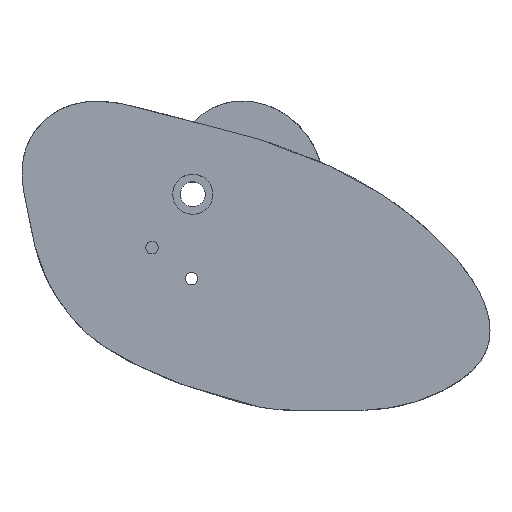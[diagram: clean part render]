
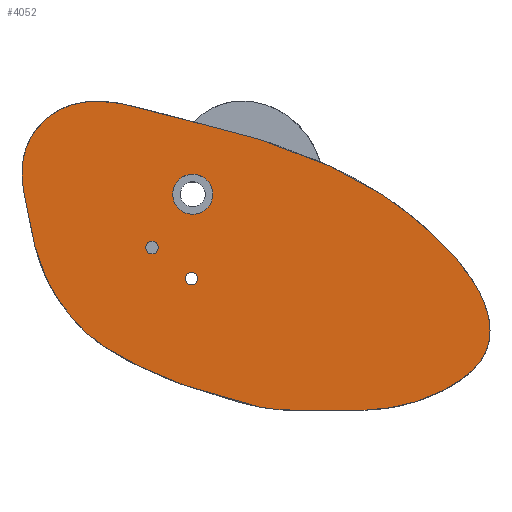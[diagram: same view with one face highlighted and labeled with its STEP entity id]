
A CAD part, top view. The second image highlights one B-rep face of the part: STEP entity #4052.
In plain terms, the highlighted planar face has unit normal (0, 0, 1).
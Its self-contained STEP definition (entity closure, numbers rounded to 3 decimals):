
#7 = CIRCLE ( 'NONE', #1199, 1. ) ;
#54 = CARTESIAN_POINT ( 'NONE',  ( 0.802, -13.432, 0. ) ) ;
#144 = EDGE_CURVE ( 'NONE', #3517, #1455, #5674, .T. ) ;
#234 = CARTESIAN_POINT ( 'NONE',  ( 30.033, 0., 0. ) ) ;
#441 = CARTESIAN_POINT ( 'NONE',  ( -19.673, -19.474, 0. ) ) ;
#442 = VERTEX_POINT ( 'NONE', #4173 ) ;
#463 = EDGE_LOOP ( 'NONE', ( #5821, #6377 ) ) ;
#485 = CARTESIAN_POINT ( 'NONE',  ( 4.439, -32.309, 0. ) ) ;
#563 = CARTESIAN_POINT ( 'NONE',  ( -8.946, -27.235, 0. ) ) ;
#613 = ORIENTED_EDGE ( 'NONE', *, *, #2124, .T. ) ;
#620 = CARTESIAN_POINT ( 'NONE',  ( -0.198, -13.432, 0. ) ) ;
#805 = CARTESIAN_POINT ( 'NONE',  ( -6.483, -8.482, 0. ) ) ;
#939 = ORIENTED_EDGE ( 'NONE', *, *, #1826, .T. ) ;
#971 = DIRECTION ( 'NONE',  ( 0., 0., -1. ) ) ;
#1027 = CARTESIAN_POINT ( 'NONE',  ( -26.551, 9.162, 0. ) ) ;
#1069 = CARTESIAN_POINT ( 'NONE',  ( -3.175, 0., 0. ) ) ;
#1082 = EDGE_CURVE ( 'NONE', #3456, #442, #5855, .T. ) ;
#1101 = CARTESIAN_POINT ( 'NONE',  ( 0., 0., 0. ) ) ;
#1177 = FACE_OUTER_BOUND ( 'NONE', #3968, .T. ) ;
#1199 = AXIS2_PLACEMENT_3D ( 'NONE', #805, #2407, #6958 ) ;
#1320 = EDGE_CURVE ( 'NONE', #3904, #2807, #1907, .T. ) ;
#1455 = VERTEX_POINT ( 'NONE', #234 ) ;
#1605 = DIRECTION ( 'NONE',  ( 0., 0., -1. ) ) ;
#1650 = DIRECTION ( 'NONE',  ( 0., 0., 1. ) ) ;
#1662 = CARTESIAN_POINT ( 'NONE',  ( 9.589, 9.131, 0. ) ) ;
#1698 = CARTESIAN_POINT ( 'NONE',  ( -25.34, -8.07, 0. ) ) ;
#1803 = CIRCLE ( 'NONE', #7148, 1. ) ;
#1813 = CARTESIAN_POINT ( 'NONE',  ( 0., 0., 0. ) ) ;
#1826 = EDGE_CURVE ( 'NONE', #1969, #4535, #7, .T. ) ;
#1907 = CIRCLE ( 'NONE', #4750, 3.175 ) ;
#1969 = VERTEX_POINT ( 'NONE', #4327 ) ;
#2051 = CARTESIAN_POINT ( 'NONE',  ( -6.483, -8.482, 0. ) ) ;
#2059 = DIRECTION ( 'NONE',  ( 1., 0., 0. ) ) ;
#2062 = CIRCLE ( 'NONE', #6124, 3.175 ) ;
#2124 = EDGE_CURVE ( 'NONE', #1455, #3517, #6464, .T. ) ;
#2195 = CARTESIAN_POINT ( 'NONE',  ( 30.033, 0., 0. ) ) ;
#2200 = ORIENTED_EDGE ( 'NONE', *, *, #3675, .T. ) ;
#2255 = CARTESIAN_POINT ( 'NONE',  ( -4.76, 12.786, 0. ) ) ;
#2293 = CARTESIAN_POINT ( 'NONE',  ( -23.331, -13.916, 0. ) ) ;
#2392 = DIRECTION ( 'NONE',  ( 1., 0., 0. ) ) ;
#2407 = DIRECTION ( 'NONE',  ( 0., 0., -1. ) ) ;
#2619 = AXIS2_PLACEMENT_3D ( 'NONE', #3797, #971, #3237 ) ;
#2666 = CARTESIAN_POINT ( 'NONE',  ( -14.256, -24.179, 0. ) ) ;
#2729 = FACE_BOUND ( 'NONE', #3574, .T. ) ;
#2744 = CARTESIAN_POINT ( 'NONE',  ( 23.433, -34.302, 0. ) ) ;
#2807 = VERTEX_POINT ( 'NONE', #6621 ) ;
#3226 = CARTESIAN_POINT ( 'NONE',  ( -2.914, -29.94, 0. ) ) ;
#3237 = DIRECTION ( 'NONE',  ( -1., 0., 0. ) ) ;
#3290 = FACE_BOUND ( 'NONE', #5993, .T. ) ;
#3293 = CARTESIAN_POINT ( 'NONE',  ( -16.343, -22.721, 0. ) ) ;
#3300 = CARTESIAN_POINT ( 'NONE',  ( -12.587, -25.345, 0. ) ) ;
#3368 = CARTESIAN_POINT ( 'NONE',  ( 6.093, 9.907, 0. ) ) ;
#3378 = CARTESIAN_POINT ( 'NONE',  ( 12.646, -34.643, 0. ) ) ;
#3420 = EDGE_CURVE ( 'NONE', #442, #3456, #1803, .T. ) ;
#3456 = VERTEX_POINT ( 'NONE', #54 ) ;
#3517 = VERTEX_POINT ( 'NONE', #5931 ) ;
#3542 = CARTESIAN_POINT ( 'NONE',  ( -5.483, -8.482, 0. ) ) ;
#3574 = EDGE_LOOP ( 'NONE', ( #4118, #6409 ) ) ;
#3675 = EDGE_CURVE ( 'NONE', #4535, #1969, #6999, .T. ) ;
#3797 = CARTESIAN_POINT ( 'NONE',  ( -0.198, -13.432, 0. ) ) ;
#3855 = CARTESIAN_POINT ( 'NONE',  ( 3.634, 10.582, 0. ) ) ;
#3904 = VERTEX_POINT ( 'NONE', #1069 ) ;
#3963 = CARTESIAN_POINT ( 'NONE',  ( 0., 0., 0. ) ) ;
#3967 = CARTESIAN_POINT ( 'NONE',  ( 30.033, 0., 0. ) ) ;
#3968 = EDGE_LOOP ( 'NONE', ( #613, #5749 ) ) ;
#3972 = DIRECTION ( 'NONE',  ( 0., 0., 1. ) ) ;
#4000 = CARTESIAN_POINT ( 'NONE',  ( 1.17, 11.238, 0. ) ) ;
#4052 = ADVANCED_FACE ( 'NONE', ( #3290, #2729, #5010, #1177 ), #6797, .T. ) ;
#4118 = ORIENTED_EDGE ( 'NONE', *, *, #3420, .T. ) ;
#4173 = CARTESIAN_POINT ( 'NONE',  ( -1.198, -13.432, 0. ) ) ;
#4310 = DIRECTION ( 'NONE',  ( -1., 0., 0. ) ) ;
#4327 = CARTESIAN_POINT ( 'NONE',  ( -7.483, -8.482, 0. ) ) ;
#4441 = CARTESIAN_POINT ( 'NONE',  ( -1.298, 11.881, 0. ) ) ;
#4535 = VERTEX_POINT ( 'NONE', #3542 ) ;
#4750 = AXIS2_PLACEMENT_3D ( 'NONE', #1813, #3972, #6766 ) ;
#5010 = FACE_BOUND ( 'NONE', #463, .T. ) ;
#5022 = CARTESIAN_POINT ( 'NONE',  ( 33.5, -34.61, 0. ) ) ;
#5218 = AXIS2_PLACEMENT_3D ( 'NONE', #2051, #1605, #4310 ) ;
#5579 = CARTESIAN_POINT ( 'NONE',  ( -14.256, -24.179, 0. ) ) ;
#5618 = CARTESIAN_POINT ( 'NONE',  ( -21.408, 14.114, 0. ) ) ;
#5674 = B_SPLINE_CURVE_WITH_KNOTS ( 'NONE', 3,
 ( #2666, #3300, #563, #3226, #485, #3378, #2744, #5022, #6191, #7293, #2195 ),
 .UNSPECIFIED., .F., .F.,
 ( 4, 1, 1, 1, 1, 1, 1, 1, 4 ),
 ( 0.5, 0.531, 0.563, 0.602, 0.648, 0.695, 0.758, 0.82, 1. ),
 .UNSPECIFIED. ) ;
#5689 = DIRECTION ( 'NONE',  ( 0., 0., 1. ) ) ;
#5749 = ORIENTED_EDGE ( 'NONE', *, *, #144, .T. ) ;
#5821 = ORIENTED_EDGE ( 'NONE', *, *, #6367, .F. ) ;
#5855 = CIRCLE ( 'NONE', #2619, 1. ) ;
#5931 = CARTESIAN_POINT ( 'NONE',  ( -14.256, -24.179, 0. ) ) ;
#5993 = EDGE_LOOP ( 'NONE', ( #939, #2200 ) ) ;
#6124 = AXIS2_PLACEMENT_3D ( 'NONE', #1101, #1650, #2059 ) ;
#6147 = CARTESIAN_POINT ( 'NONE',  ( -26.216, -2.538, 0. ) ) ;
#6191 = CARTESIAN_POINT ( 'NONE',  ( 56.072, -23.618, 0. ) ) ;
#6253 = DIRECTION ( 'NONE',  ( -1., 0., 0. ) ) ;
#6260 = CARTESIAN_POINT ( 'NONE',  ( -27.516, 2.932, 0. ) ) ;
#6367 = EDGE_CURVE ( 'NONE', #2807, #3904, #2062, .T. ) ;
#6377 = ORIENTED_EDGE ( 'NONE', *, *, #1320, .F. ) ;
#6409 = ORIENTED_EDGE ( 'NONE', *, *, #1082, .T. ) ;
#6464 = B_SPLINE_CURVE_WITH_KNOTS ( 'NONE', 3,
 ( #3967, #7355, #6761, #1662, #3368, #3855, #4000, #4441, #2255, #6725, #6685, #5618, #1027, #6260, #6147, #1698, #2293, #441, #3293, #5579 ),
 .UNSPECIFIED., .F., .F.,
 ( 4, 1, 1, 1, 1, 1, 1, 1, 1, 1, 1, 1, 1, 1, 1, 1, 1, 4 ),
 ( 0., 0.094, 0.117, 0.133, 0.148, 0.156, 0.172, 0.187, 0.211, 0.242, 0.273, 0.313, 0.344, 0.367, 0.398, 0.43, 0.461, 0.5 ),
 .UNSPECIFIED. ) ;
#6621 = CARTESIAN_POINT ( 'NONE',  ( 3.175, 0., 0. ) ) ;
#6685 = CARTESIAN_POINT ( 'NONE',  ( -14.719, 15.175, 0. ) ) ;
#6725 = CARTESIAN_POINT ( 'NONE',  ( -9.17, 13.985, 0. ) ) ;
#6761 = CARTESIAN_POINT ( 'NONE',  ( 17.808, 6.267, 0. ) ) ;
#6766 = DIRECTION ( 'NONE',  ( 1., 0., 0. ) ) ;
#6797 = PLANE ( 'NONE',  #6905 ) ;
#6905 = AXIS2_PLACEMENT_3D ( 'NONE', #3963, #5689, #2392 ) ;
#6941 = DIRECTION ( 'NONE',  ( 0., 0., -1. ) ) ;
#6958 = DIRECTION ( 'NONE',  ( -1., 0., 0. ) ) ;
#6999 = CIRCLE ( 'NONE', #5218, 1. ) ;
#7148 = AXIS2_PLACEMENT_3D ( 'NONE', #620, #6941, #6253 ) ;
#7293 = CARTESIAN_POINT ( 'NONE',  ( 40.674, -6.922, 0. ) ) ;
#7355 = CARTESIAN_POINT ( 'NONE',  ( 24.481, 3.612, 0. ) ) ;
